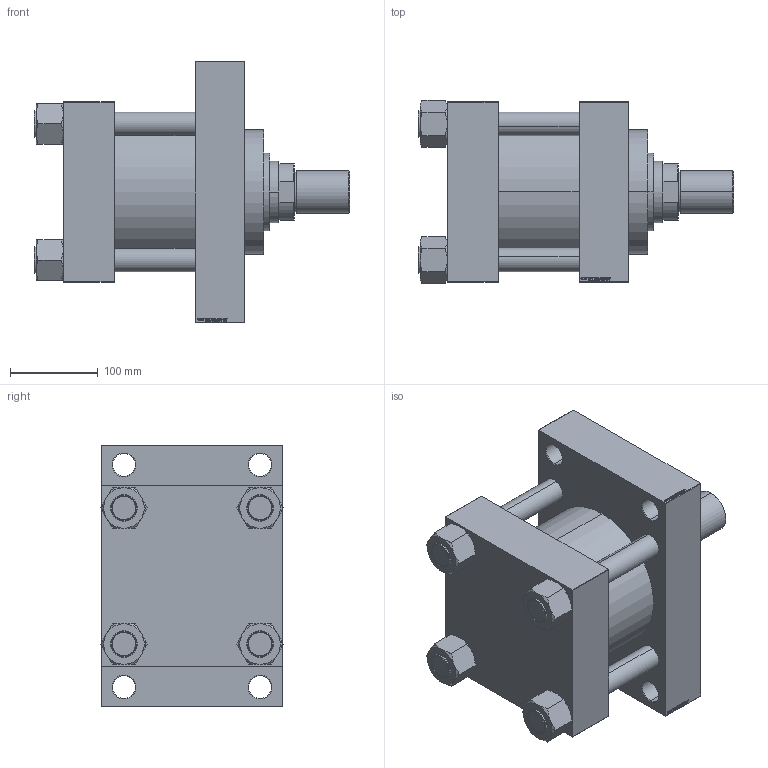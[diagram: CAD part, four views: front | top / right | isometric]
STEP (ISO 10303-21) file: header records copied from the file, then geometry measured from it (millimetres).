
FILE_DESCRIPTION (( 'STEP AP203' ), '1' );
FILE_NAME ('b5a0.STEP', '2025-10-14T07:26:54', ( '' ), ( '' ), 'SwSTEP 2.0', 'SolidWorks 2019', '' );
FILE_SCHEMA (( 'CONFIG_CONTROL_DESIGN' ));
Length unit declared in the file: millimetre
Products named in the file (7): b5a0; V215CR_VCP_D 2b2db7287492a025646347d0bccbfd0b; V215CR_D_TYCINKA 2b2db7287492a025646347d0bccbfd0b; V215CR_D_Body 2b2db7287492a025646347d0bccbfd0b; NUT_M5_D 2b2db7287492a025646347d0bccbfd0b; V215_VC_A 2b2db7287492a025646347d0bccbfd0b; ROD_END_AH 2b2db7287492a025646347d0bccbfd0b
Assembly tree (12 placements, depth 2):
  b5a0
    V215CR_D_Body 2b2db7287492a025646347d0bccbfd0b
    V215CR_VCP_D 2b2db7287492a025646347d0bccbfd0b
    NUT_M5_D 2b2db7287492a025646347d0bccbfd0b  x4
    V215CR_D_TYCINKA 2b2db7287492a025646347d0bccbfd0b  x4
    V215_VC_A 2b2db7287492a025646347d0bccbfd0b
    ROD_END_AH 2b2db7287492a025646347d0bccbfd0b
Bounding box: 359 x 208.14 x 297 mm (x, y, z)
Volume: 8009297.6 mm3; surface area: 738228.6 mm2
Topology: 12 solids, 12 shells, 1163 faces, 2932 edges, 1905 vertices
Faces by surface type: plane 548, bspline 368, cone 146, cylinder 91, torus 10
Entity records: 48167 total; most frequent: CARTESIAN_POINT 25278, ORIENTED_EDGE 5128, DIRECTION 3332, EDGE_CURVE 2564, VERTEX_POINT 1683, LINE 1534, VECTOR 1534, EDGE_LOOP 1139
